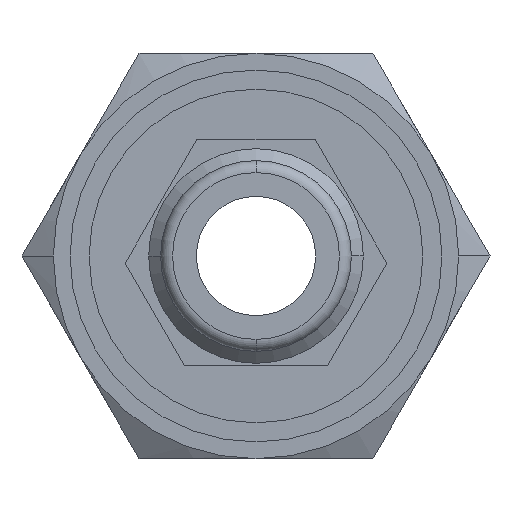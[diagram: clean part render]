
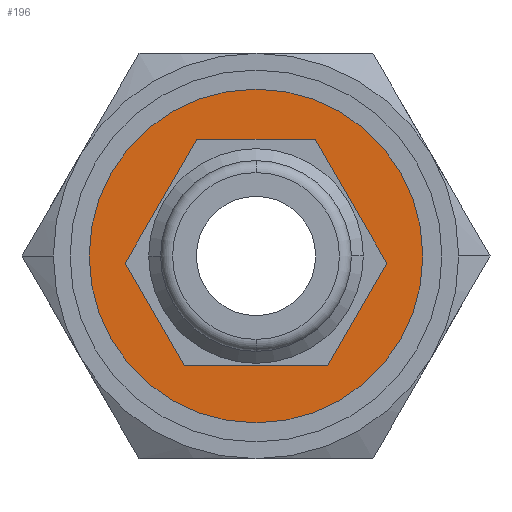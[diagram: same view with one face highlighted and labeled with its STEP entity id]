
A CAD part, front view. The second image highlights one B-rep face of the part: STEP entity #196.
In plain terms, the highlighted planar face has unit normal (0, -1, 0).
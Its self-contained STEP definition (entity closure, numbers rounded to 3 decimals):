
#196=ADVANCED_FACE('',(#415,#416),#417,.T.);
#415=FACE_OUTER_BOUND('',#664,.T.);
#416=FACE_BOUND('',#665,.T.);
#417=PLANE('',#666);
#664=EDGE_LOOP('',(#1155,#1156));
#665=EDGE_LOOP('',(#1157,#1158));
#666=AXIS2_PLACEMENT_3D('',#1159,#1160,#1161);
#1155=ORIENTED_EDGE('',*,*,#1621,.T.);
#1156=ORIENTED_EDGE('',*,*,#1631,.T.);
#1157=ORIENTED_EDGE('',*,*,#1530,.F.);
#1158=ORIENTED_EDGE('',*,*,#1646,.F.);
#1159=CARTESIAN_POINT('',(0.0,23.5,0.0));
#1160=DIRECTION('',(0.0,-1.0,0.0));
#1161=DIRECTION('',(-1.0,0.0,0.0));
#1530=EDGE_CURVE('',#1863,#1859,#1865,.T.);
#1621=EDGE_CURVE('',#1993,#1998,#2000,.T.);
#1631=EDGE_CURVE('',#1998,#1993,#2014,.T.);
#1646=EDGE_CURVE('',#1859,#1863,#2032,.T.);
#1859=VERTEX_POINT('',#2482);
#1863=VERTEX_POINT('',#2487);
#1865=CIRCLE('',#2490,4.5);
#1993=VERTEX_POINT('',#2812);
#1998=VERTEX_POINT('',#2818);
#2000=CIRCLE('',#2821,7.0);
#2014=CIRCLE('',#2837,7.0);
#2032=CIRCLE('',#2879,4.5);
#2482=CARTESIAN_POINT('',(4.5,23.5,0.));
#2487=CARTESIAN_POINT('',(-4.5,23.5,0.));
#2490=AXIS2_PLACEMENT_3D('',#3120,#3121,#3122);
#2812=CARTESIAN_POINT('',(7.0,23.5,0.0));
#2818=CARTESIAN_POINT('',(-7.0,23.5,0.));
#2821=AXIS2_PLACEMENT_3D('',#3217,#3218,#3219);
#2837=AXIS2_PLACEMENT_3D('',#3234,#3235,#3236);
#2879=AXIS2_PLACEMENT_3D('',#3254,#3255,#3256);
#3120=CARTESIAN_POINT('',(0.0,23.5,0.0));
#3121=DIRECTION('',(0.0,-1.0,0.0));
#3122=DIRECTION('',(1.0,0.0,0.0));
#3217=CARTESIAN_POINT('',(0.0,23.5,0.0));
#3218=DIRECTION('',(0.0,-1.0,0.0));
#3219=DIRECTION('',(1.0,0.0,0.0));
#3234=CARTESIAN_POINT('',(0.0,23.5,0.0));
#3235=DIRECTION('',(0.0,-1.0,0.0));
#3236=DIRECTION('',(1.0,0.0,0.0));
#3254=CARTESIAN_POINT('',(0.0,23.5,0.0));
#3255=DIRECTION('',(0.0,-1.0,0.0));
#3256=DIRECTION('',(1.0,0.0,0.0));
